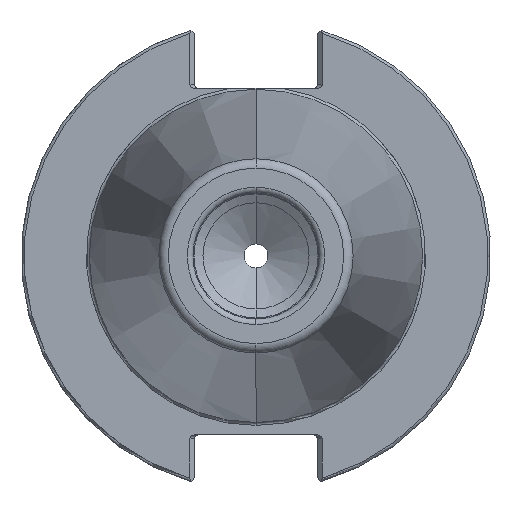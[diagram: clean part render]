
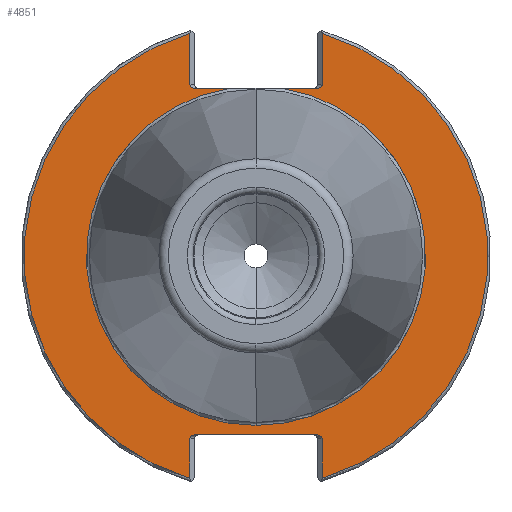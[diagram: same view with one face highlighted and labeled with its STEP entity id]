
A CAD part, left-side view. The second image highlights one B-rep face of the part: STEP entity #4851.
In plain terms, the highlighted planar face has unit normal (-1, 0, 0).
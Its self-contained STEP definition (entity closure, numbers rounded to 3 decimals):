
#46 = CARTESIAN_POINT ( 'NONE',  ( 3.175, 5.479, 35.1 ) ) ;
#55 = CIRCLE ( 'NONE', #2342, 48.612 ) ;
#87 = CARTESIAN_POINT ( 'NONE',  ( 3.175, 12.719, 35.1 ) ) ;
#90 = ORIENTED_EDGE ( 'NONE', *, *, #1154, .F. ) ;
#92 = ORIENTED_EDGE ( 'NONE', *, *, #3233, .T. ) ;
#99 = EDGE_CURVE ( 'NONE', #3282, #411, #4844, .T. ) ;
#255 = VERTEX_POINT ( 'NONE', #1832 ) ;
#278 = VERTEX_POINT ( 'NONE', #1753 ) ;
#311 = EDGE_CURVE ( 'NONE', #1271, #278, #4260, .T. ) ;
#373 = CARTESIAN_POINT ( 'NONE',  ( 3.175, 13.85, -49.212 ) ) ;
#411 = VERTEX_POINT ( 'NONE', #87 ) ;
#487 = CARTESIAN_POINT ( 'NONE',  ( 3.175, 13.381, -37.5 ) ) ;
#496 = CARTESIAN_POINT ( 'NONE',  ( 3.175, 13.85, -37.831 ) ) ;
#503 = EDGE_CURVE ( 'NONE', #2258, #959, #1476, .T. ) ;
#512 = CARTESIAN_POINT ( 'NONE',  ( 3.175, 13.85, -38.3 ) ) ;
#534 = CARTESIAN_POINT ( 'NONE',  ( 3.175, 12.719, -37.5 ) ) ;
#570 = EDGE_CURVE ( 'NONE', #411, #623, #1718, .T. ) ;
#575 = CARTESIAN_POINT ( 'NONE',  ( 3.175, -13.85, 46.598 ) ) ;
#623 = VERTEX_POINT ( 'NONE', #1059 ) ;
#632 = EDGE_CURVE ( 'NONE', #4728, #278, #2635, .T. ) ;
#731 = CARTESIAN_POINT ( 'NONE',  ( 3.175, 12.719, 35.1 ) ) ;
#757 = CARTESIAN_POINT ( 'NONE',  ( 3.175, 13.381, 35.1 ) ) ;
#787 = EDGE_CURVE ( 'NONE', #4827, #3747, #3369, .T. ) ;
#813 = CARTESIAN_POINT ( 'NONE',  ( 3.175, 13.85, 35.431 ) ) ;
#818 = DIRECTION ( 'NONE',  ( 0., 0., 1. ) ) ;
#824 = CARTESIAN_POINT ( 'NONE',  ( 3.175, 13.85, 35.9 ) ) ;
#882 = EDGE_CURVE ( 'NONE', #1071, #2897, #3102, .T. ) ;
#925 = FACE_OUTER_BOUND ( 'NONE', #1674, .T. ) ;
#959 = VERTEX_POINT ( 'NONE', #1934 ) ;
#1014 = DIRECTION ( 'NONE',  ( 0., 0., 1. ) ) ;
#1036 = DIRECTION ( 'NONE',  ( -1., 0., 0. ) ) ;
#1054 = CARTESIAN_POINT ( 'NONE',  ( 3.175, 0., 0. ) ) ;
#1059 = CARTESIAN_POINT ( 'NONE',  ( 3.175, 13.85, 35.9 ) ) ;
#1065 = CARTESIAN_POINT ( 'NONE',  ( 3.175, 35.525, 35.1 ) ) ;
#1071 = VERTEX_POINT ( 'NONE', #2548 ) ;
#1080 = DIRECTION ( 'NONE',  ( 0., 1., 0. ) ) ;
#1093 = EDGE_CURVE ( 'NONE', #1071, #3747, #1429, .T. ) ;
#1154 = EDGE_CURVE ( 'NONE', #4727, #623, #3407, .T. ) ;
#1204 = CARTESIAN_POINT ( 'NONE',  ( 3.175, -13.85, 0. ) ) ;
#1215 = DIRECTION ( 'NONE',  ( 0., 0., 1. ) ) ;
#1222 = CARTESIAN_POINT ( 'NONE',  ( 3.175, 13.85, 46.598 ) ) ;
#1238 = LINE ( 'NONE', #1525, #3200 ) ;
#1271 = VERTEX_POINT ( 'NONE', #3253 ) ;
#1286 = DIRECTION ( 'NONE',  ( 0., -1., 0. ) ) ;
#1310 = DIRECTION ( 'NONE',  ( 0., 0., -1. ) ) ;
#1331 = CARTESIAN_POINT ( 'NONE',  ( 3.175, -13.85, 35.9 ) ) ;
#1389 = ORIENTED_EDGE ( 'NONE', *, *, #787, .F. ) ;
#1429 = CIRCLE ( 'NONE', #3781, 48.612 ) ;
#1476 =( BOUNDED_CURVE ( )  B_SPLINE_CURVE ( 3, ( #512, #496, #487, #534 ),
 .UNSPECIFIED., .F., .F. ) 
 B_SPLINE_CURVE_WITH_KNOTS ( ( 4, 4 ),
 ( 3.142, 4.712 ),
 .UNSPECIFIED. ) 
 CURVE ( )  GEOMETRIC_REPRESENTATION_ITEM ( )  RATIONAL_B_SPLINE_CURVE ( ( 1., 0.805, 0.805, 1. ) ) 
 REPRESENTATION_ITEM ( '' )  );
#1525 = CARTESIAN_POINT ( 'NONE',  ( 3.175, -13.85, -37.5 ) ) ;
#1603 = VERTEX_POINT ( 'NONE', #4674 ) ;
#1618 = CARTESIAN_POINT ( 'NONE',  ( 3.175, -13.85, -49.212 ) ) ;
#1625 = DIRECTION ( 'NONE',  ( 0., 0., 1. ) ) ;
#1674 = EDGE_LOOP ( 'NONE', ( #92, #2503, #3378, #2203, #4291, #3746, #1389, #2558, #2861, #3812, #3631, #4552, #2315, #90, #1932 ) ) ;
#1678 = EDGE_CURVE ( 'NONE', #959, #1603, #1238, .T. ) ;
#1712 = CARTESIAN_POINT ( 'NONE',  ( 3.175, -13.381, 35.1 ) ) ;
#1718 =( BOUNDED_CURVE ( )  B_SPLINE_CURVE ( 3, ( #731, #757, #813, #824 ),
 .UNSPECIFIED., .F., .F. ) 
 B_SPLINE_CURVE_WITH_KNOTS ( ( 4, 4 ),
 ( 4.712, 6.283 ),
 .UNSPECIFIED. ) 
 CURVE ( )  GEOMETRIC_REPRESENTATION_ITEM ( )  RATIONAL_B_SPLINE_CURVE ( ( 1., 0.805, 0.805, 1. ) ) 
 REPRESENTATION_ITEM ( '' )  );
#1753 = CARTESIAN_POINT ( 'NONE',  ( 3.175, -5.479, 35.1 ) ) ;
#1772 = EDGE_CURVE ( 'NONE', #4727, #255, #55, .T. ) ;
#1797 = VECTOR ( 'NONE', #1625, 1000. ) ;
#1827 = VECTOR ( 'NONE', #1080, 1000. ) ;
#1832 = CARTESIAN_POINT ( 'NONE',  ( 3.175, 13.85, -46.598 ) ) ;
#1932 = ORIENTED_EDGE ( 'NONE', *, *, #1772, .T. ) ;
#1933 = CARTESIAN_POINT ( 'NONE',  ( 3.175, 0., 0. ) ) ;
#1934 = CARTESIAN_POINT ( 'NONE',  ( 3.175, 12.719, -37.5 ) ) ;
#2192 = EDGE_CURVE ( 'NONE', #1603, #2897, #3769, .T. ) ;
#2203 = ORIENTED_EDGE ( 'NONE', *, *, #2192, .T. ) ;
#2228 = VECTOR ( 'NONE', #2919, 1000. ) ;
#2250 = VECTOR ( 'NONE', #1215, 1000. ) ;
#2258 = VERTEX_POINT ( 'NONE', #4556 ) ;
#2315 = ORIENTED_EDGE ( 'NONE', *, *, #570, .T. ) ;
#2339 = DIRECTION ( 'NONE',  ( 0., 0., 1. ) ) ;
#2342 = AXIS2_PLACEMENT_3D ( 'NONE', #3544, #3713, #3687 ) ;
#2503 = ORIENTED_EDGE ( 'NONE', *, *, #503, .T. ) ;
#2548 = CARTESIAN_POINT ( 'NONE',  ( 3.175, -13.85, -46.598 ) ) ;
#2558 = ORIENTED_EDGE ( 'NONE', *, *, #2727, .T. ) ;
#2578 = CARTESIAN_POINT ( 'NONE',  ( 3.175, -13.85, -38.3 ) ) ;
#2635 = LINE ( 'NONE', #1065, #1827 ) ;
#2655 = CARTESIAN_POINT ( 'NONE',  ( 3.175, 0., 0. ) ) ;
#2662 = DIRECTION ( 'NONE',  ( -1., 0., 0. ) ) ;
#2685 = DIRECTION ( 'NONE',  ( 0., 0., 1. ) ) ;
#2727 = EDGE_CURVE ( 'NONE', #4827, #4728, #2957, .T. ) ;
#2744 = AXIS2_PLACEMENT_3D ( 'NONE', #1054, #1036, #1014 ) ;
#2833 = AXIS2_PLACEMENT_3D ( 'NONE', #1933, #4713, #2339 ) ;
#2851 = CARTESIAN_POINT ( 'NONE',  ( 3.175, 13.85, 0. ) ) ;
#2861 = ORIENTED_EDGE ( 'NONE', *, *, #632, .T. ) ;
#2897 = VERTEX_POINT ( 'NONE', #2578 ) ;
#2919 = DIRECTION ( 'NONE',  ( 0., 0., -1. ) ) ;
#2957 =( BOUNDED_CURVE ( )  B_SPLINE_CURVE ( 3, ( #1331, #4104, #1712, #3698 ),
 .UNSPECIFIED., .F., .F. ) 
 B_SPLINE_CURVE_WITH_KNOTS ( ( 4, 4 ),
 ( 3.142, 4.712 ),
 .UNSPECIFIED. ) 
 CURVE ( )  GEOMETRIC_REPRESENTATION_ITEM ( )  RATIONAL_B_SPLINE_CURVE ( ( 1., 0.805, 0.805, 1. ) ) 
 REPRESENTATION_ITEM ( '' )  );
#3102 = LINE ( 'NONE', #1618, #1797 ) ;
#3200 = VECTOR ( 'NONE', #1286, 1000. ) ;
#3233 = EDGE_CURVE ( 'NONE', #255, #2258, #3704, .T. ) ;
#3253 = CARTESIAN_POINT ( 'NONE',  ( 3.175, 0., -35.525 ) ) ;
#3266 = CARTESIAN_POINT ( 'NONE',  ( 3.175, 35.525, 0. ) ) ;
#3269 = AXIS2_PLACEMENT_3D ( 'NONE', #3266, #3678, #1310 ) ;
#3282 = VERTEX_POINT ( 'NONE', #46 ) ;
#3324 = VECTOR ( 'NONE', #818, 1000. ) ;
#3369 = LINE ( 'NONE', #1204, #2250 ) ;
#3378 = ORIENTED_EDGE ( 'NONE', *, *, #1678, .T. ) ;
#3407 = LINE ( 'NONE', #2851, #2228 ) ;
#3544 = CARTESIAN_POINT ( 'NONE',  ( 3.175, 0., 0. ) ) ;
#3631 = ORIENTED_EDGE ( 'NONE', *, *, #4623, .F. ) ;
#3678 = DIRECTION ( 'NONE',  ( 1., 0., 0. ) ) ;
#3687 = DIRECTION ( 'NONE',  ( 0., 0., 1. ) ) ;
#3698 = CARTESIAN_POINT ( 'NONE',  ( 3.175, -12.719, 35.1 ) ) ;
#3704 = LINE ( 'NONE', #373, #3324 ) ;
#3713 = DIRECTION ( 'NONE',  ( -1., 0., 0. ) ) ;
#3746 = ORIENTED_EDGE ( 'NONE', *, *, #1093, .T. ) ;
#3747 = VERTEX_POINT ( 'NONE', #575 ) ;
#3769 =( BOUNDED_CURVE ( )  B_SPLINE_CURVE ( 3, ( #4051, #4077, #4172, #4193 ),
 .UNSPECIFIED., .F., .F. ) 
 B_SPLINE_CURVE_WITH_KNOTS ( ( 4, 4 ),
 ( 4.712, 6.283 ),
 .UNSPECIFIED. ) 
 CURVE ( )  GEOMETRIC_REPRESENTATION_ITEM ( )  RATIONAL_B_SPLINE_CURVE ( ( 1., 0.805, 0.805, 1. ) ) 
 REPRESENTATION_ITEM ( '' )  );
#3781 = AXIS2_PLACEMENT_3D ( 'NONE', #2655, #2662, #2685 ) ;
#3812 = ORIENTED_EDGE ( 'NONE', *, *, #311, .F. ) ;
#3998 = CARTESIAN_POINT ( 'NONE',  ( 3.175, -12.719, 35.1 ) ) ;
#4051 = CARTESIAN_POINT ( 'NONE',  ( 3.175, -12.719, -37.5 ) ) ;
#4055 = CARTESIAN_POINT ( 'NONE',  ( 3.175, -13.85, 35.9 ) ) ;
#4077 = CARTESIAN_POINT ( 'NONE',  ( 3.175, -13.381, -37.5 ) ) ;
#4104 = CARTESIAN_POINT ( 'NONE',  ( 3.175, -13.85, 35.431 ) ) ;
#4172 = CARTESIAN_POINT ( 'NONE',  ( 3.175, -13.85, -37.831 ) ) ;
#4193 = CARTESIAN_POINT ( 'NONE',  ( 3.175, -13.85, -38.3 ) ) ;
#4260 = CIRCLE ( 'NONE', #2744, 35.525 ) ;
#4291 = ORIENTED_EDGE ( 'NONE', *, *, #882, .F. ) ;
#4519 = CARTESIAN_POINT ( 'NONE',  ( 3.175, 35.525, 35.1 ) ) ;
#4552 = ORIENTED_EDGE ( 'NONE', *, *, #99, .T. ) ;
#4556 = CARTESIAN_POINT ( 'NONE',  ( 3.175, 13.85, -38.3 ) ) ;
#4623 = EDGE_CURVE ( 'NONE', #3282, #1271, #5062, .T. ) ;
#4631 = DIRECTION ( 'NONE',  ( 0., 1., 0. ) ) ;
#4646 = VECTOR ( 'NONE', #4631, 1000. ) ;
#4674 = CARTESIAN_POINT ( 'NONE',  ( 3.175, -12.719, -37.5 ) ) ;
#4713 = DIRECTION ( 'NONE',  ( -1., 0., 0. ) ) ;
#4727 = VERTEX_POINT ( 'NONE', #1222 ) ;
#4728 = VERTEX_POINT ( 'NONE', #3998 ) ;
#4827 = VERTEX_POINT ( 'NONE', #4055 ) ;
#4844 = LINE ( 'NONE', #4519, #4646 ) ;
#4851 = ADVANCED_FACE ( 'NONE', ( #925 ), #4855, .F. ) ;
#4855 = PLANE ( 'NONE',  #3269 ) ;
#5062 = CIRCLE ( 'NONE', #2833, 35.525 ) ;
